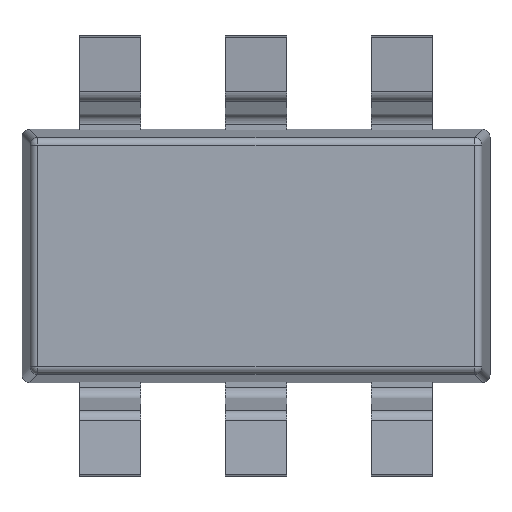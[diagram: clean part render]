
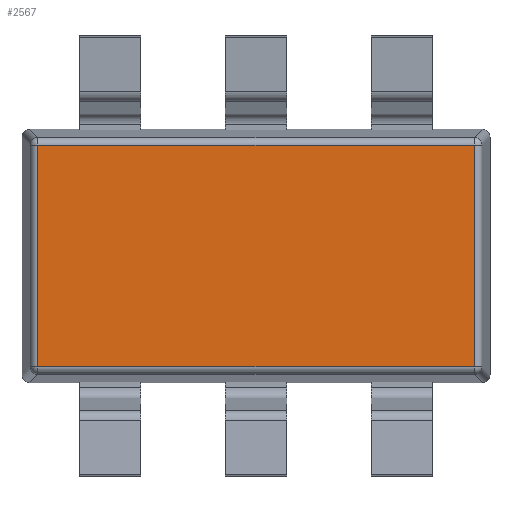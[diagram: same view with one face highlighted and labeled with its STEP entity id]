
A CAD part, front view. The second image highlights one B-rep face of the part: STEP entity #2567.
In plain terms, the highlighted planar face has unit normal (0, -1, 0).
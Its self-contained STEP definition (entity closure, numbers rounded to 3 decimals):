
#4 = VECTOR ( 'NONE', #332, 1000. ) ;
#32 = CARTESIAN_POINT ( 'NONE',  ( -1.422, 0.15, -0.722 ) ) ;
#332 = DIRECTION ( 'NONE',  ( -1., 0., 0. ) ) ;
#529 = ORIENTED_EDGE ( 'NONE', *, *, #3053, .T. ) ;
#630 = DIRECTION ( 'NONE',  ( 0., 0., -1. ) ) ;
#709 = CARTESIAN_POINT ( 'NONE',  ( 1.422, 0.15, -0.722 ) ) ;
#828 = EDGE_CURVE ( 'NONE', #3991, #3546, #3140, .T. ) ;
#874 = VECTOR ( 'NONE', #4386, 1000. ) ;
#1138 = EDGE_CURVE ( 'NONE', #1643, #3500, #1304, .T. ) ;
#1304 = LINE ( 'NONE', #1896, #874 ) ;
#1425 = ORIENTED_EDGE ( 'NONE', *, *, #1138, .T. ) ;
#1573 = DIRECTION ( 'NONE',  ( 0., 0., -1. ) ) ;
#1643 = VERTEX_POINT ( 'NONE', #709 ) ;
#1686 = CARTESIAN_POINT ( 'NONE',  ( 0., 0.15, 0. ) ) ;
#1896 = CARTESIAN_POINT ( 'NONE',  ( 1.422, 0.15, 0. ) ) ;
#2011 = LINE ( 'NONE', #3394, #2791 ) ;
#2525 = FACE_OUTER_BOUND ( 'NONE', #3045, .T. ) ;
#2567 = ADVANCED_FACE ( 'NONE', ( #2525 ), #4513, .T. ) ;
#2657 = VECTOR ( 'NONE', #1573, 1000. ) ;
#2791 = VECTOR ( 'NONE', #3744, 1000. ) ;
#3045 = EDGE_LOOP ( 'NONE', ( #4397, #529, #1425, #4249 ) ) ;
#3053 = EDGE_CURVE ( 'NONE', #3546, #1643, #2011, .T. ) ;
#3140 = LINE ( 'NONE', #4430, #2657 ) ;
#3394 = CARTESIAN_POINT ( 'NONE',  ( 0., 0.15, -0.722 ) ) ;
#3445 = DIRECTION ( 'NONE',  ( 0., -1., 0. ) ) ;
#3500 = VERTEX_POINT ( 'NONE', #4012 ) ;
#3546 = VERTEX_POINT ( 'NONE', #32 ) ;
#3744 = DIRECTION ( 'NONE',  ( 1., 0., 0. ) ) ;
#3860 = AXIS2_PLACEMENT_3D ( 'NONE', #1686, #3445, #630 ) ;
#3898 = CARTESIAN_POINT ( 'NONE',  ( 0., 0.15, 0.722 ) ) ;
#3899 = EDGE_CURVE ( 'NONE', #3500, #3991, #4312, .T. ) ;
#3991 = VERTEX_POINT ( 'NONE', #4344 ) ;
#4012 = CARTESIAN_POINT ( 'NONE',  ( 1.422, 0.15, 0.722 ) ) ;
#4249 = ORIENTED_EDGE ( 'NONE', *, *, #3899, .T. ) ;
#4312 = LINE ( 'NONE', #3898, #4 ) ;
#4344 = CARTESIAN_POINT ( 'NONE',  ( -1.422, 0.15, 0.722 ) ) ;
#4386 = DIRECTION ( 'NONE',  ( 0., 0., 1. ) ) ;
#4397 = ORIENTED_EDGE ( 'NONE', *, *, #828, .T. ) ;
#4430 = CARTESIAN_POINT ( 'NONE',  ( -1.422, 0.15, 0. ) ) ;
#4513 = PLANE ( 'NONE',  #3860 ) ;
